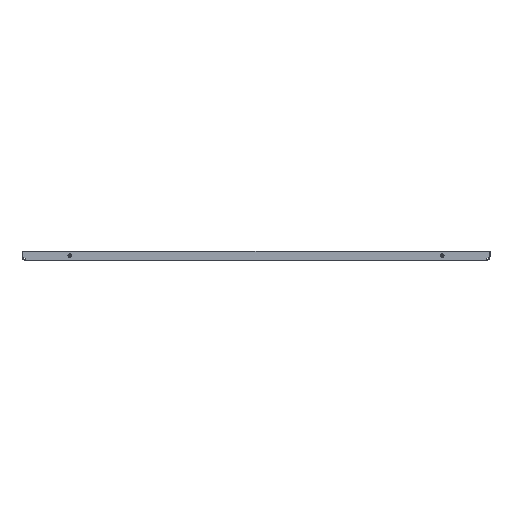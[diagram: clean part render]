
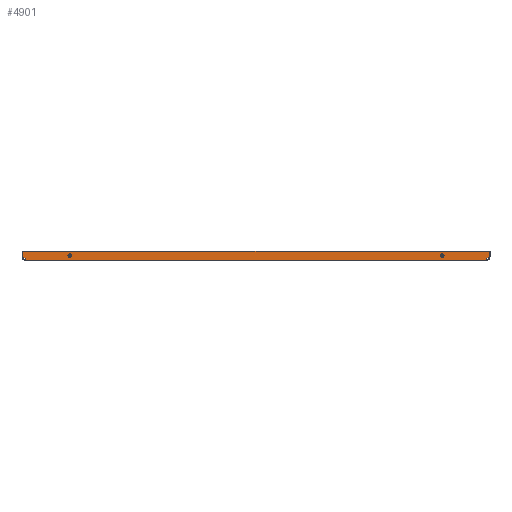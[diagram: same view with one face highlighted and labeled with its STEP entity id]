
A CAD part, front view. The second image highlights one B-rep face of the part: STEP entity #4901.
In plain terms, the highlighted planar face has unit normal (0, -1, 0).
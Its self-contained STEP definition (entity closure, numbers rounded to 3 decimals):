
#2263 = DIRECTION ( 'NONE',  ( 0., 0., 1. ) ) ;
#2266 = DIRECTION ( 'NONE',  ( 0., 1., 0. ) ) ;
#2288 = CARTESIAN_POINT ( 'NONE',  ( 395.5, -777.5, 11. ) ) ;
#2302 = DIRECTION ( 'NONE',  ( 0., 0., 1. ) ) ;
#2305 = DIRECTION ( 'NONE',  ( 0., -1., 0. ) ) ;
#2308 = CARTESIAN_POINT ( 'NONE',  ( -395.5, -777.5, 11. ) ) ;
#4901 = ADVANCED_FACE ( 'NONE', ( #31531, #31451, #31437 ), #13496, .F. ) ;
#5894 = DIRECTION ( 'NONE',  ( 0., 0., 1. ) ) ;
#5895 = DIRECTION ( 'NONE',  ( 0., -1., 0. ) ) ;
#5898 = CARTESIAN_POINT ( 'NONE',  ( -395.5, -777.5, 11. ) ) ;
#5899 = DIRECTION ( 'NONE',  ( 0., 0., 1. ) ) ;
#5901 = DIRECTION ( 'NONE',  ( 0., 1., 0. ) ) ;
#5909 = DIRECTION ( 'NONE',  ( -0.707, 0., -0.707 ) ) ;
#5912 = CARTESIAN_POINT ( 'NONE',  ( 395.5, -777.5, 11. ) ) ;
#5914 = DIRECTION ( 'NONE',  ( 0., 0., 1. ) ) ;
#5916 = CARTESIAN_POINT ( 'NONE',  ( -495.4, -777.5, 1.51 ) ) ;
#5920 = DIRECTION ( 'NONE',  ( 0.707, 0., -0.707 ) ) ;
#5924 = CARTESIAN_POINT ( 'NONE',  ( 5.877, -777.5, -480.996 ) ) ;
#5926 = DIRECTION ( 'NONE',  ( -1., 0., 0. ) ) ;
#5933 = CARTESIAN_POINT ( 'NONE',  ( -495.5, -777.5, 1.51 ) ) ;
#5936 = DIRECTION ( 'NONE',  ( 0., 0., 1. ) ) ;
#5939 = CARTESIAN_POINT ( 'NONE',  ( -501., -777.5, 14.504 ) ) ;
#5954 = DIRECTION ( 'NONE',  ( -1., 0., 0. ) ) ;
#5957 = CARTESIAN_POINT ( 'NONE',  ( 495.4, -777.5, 1.51 ) ) ;
#5965 = CARTESIAN_POINT ( 'NONE',  ( -495.5, -777.5, 20. ) ) ;
#12169 = CARTESIAN_POINT ( 'NONE',  ( -395.5, -777.5, 15. ) ) ;
#12171 = CARTESIAN_POINT ( 'NONE',  ( -495.4, -777.5, 20. ) ) ;
#12189 = CARTESIAN_POINT ( 'NONE',  ( -495.4, -777.5, 8.9 ) ) ;
#12191 = CARTESIAN_POINT ( 'NONE',  ( 495.4, -777.5, 20. ) ) ;
#12202 = CARTESIAN_POINT ( 'NONE',  ( -488.016, -777.5, 1.51 ) ) ;
#12238 = CARTESIAN_POINT ( 'NONE',  ( 495.4, -777.5, 8.9 ) ) ;
#12263 = CARTESIAN_POINT ( 'NONE',  ( -395.5, -777.5, 7. ) ) ;
#12275 = CARTESIAN_POINT ( 'NONE',  ( 395.5, -777.5, 15. ) ) ;
#12302 = CARTESIAN_POINT ( 'NONE',  ( 488.016, -777.5, 1.51 ) ) ;
#12325 = CARTESIAN_POINT ( 'NONE',  ( 395.5, -777.5, 7. ) ) ;
#13489 = DIRECTION ( 'NONE',  ( 0., 0., 1. ) ) ;
#13491 = DIRECTION ( 'NONE',  ( 0., 1., 0. ) ) ;
#13496 = PLANE ( 'NONE',  #21075 ) ;
#13527 = CARTESIAN_POINT ( 'NONE',  ( -495.5, -777.5, 20. ) ) ;
#16116 = AXIS2_PLACEMENT_3D ( 'NONE', #5898, #5895, #5894 ) ;
#16161 = AXIS2_PLACEMENT_3D ( 'NONE', #2288, #2266, #2263 ) ;
#16417 = AXIS2_PLACEMENT_3D ( 'NONE', #5912, #5901, #5899 ) ;
#16762 = AXIS2_PLACEMENT_3D ( 'NONE', #2308, #2305, #2302 ) ;
#19669 = VERTEX_POINT ( 'NONE', #12325 ) ;
#19686 = VERTEX_POINT ( 'NONE', #12302 ) ;
#19707 = VERTEX_POINT ( 'NONE', #12275 ) ;
#19718 = VERTEX_POINT ( 'NONE', #12263 ) ;
#19741 = VERTEX_POINT ( 'NONE', #12238 ) ;
#19771 = VERTEX_POINT ( 'NONE', #12202 ) ;
#19778 = VERTEX_POINT ( 'NONE', #12191 ) ;
#19780 = VERTEX_POINT ( 'NONE', #12189 ) ;
#19792 = VERTEX_POINT ( 'NONE', #12171 ) ;
#19794 = VERTEX_POINT ( 'NONE', #12169 ) ;
#21075 = AXIS2_PLACEMENT_3D ( 'NONE', #13527, #13491, #13489 ) ;
#24820 = EDGE_LOOP ( 'NONE', ( #26573, #26574, #26575, #26576, #26577, #26578 ) ) ;
#24827 = EDGE_LOOP ( 'NONE', ( #26579, #26580 ) ) ;
#24830 = EDGE_LOOP ( 'NONE', ( #26581, #26582 ) ) ;
#25495 = EDGE_CURVE ( 'NONE', #19778, #19792, #27870, .T. ) ;
#25498 = EDGE_CURVE ( 'NONE', #19741, #19778, #27859, .T. ) ;
#25499 = EDGE_CURVE ( 'NONE', #19686, #19771, #27857, .T. ) ;
#25500 = EDGE_CURVE ( 'NONE', #19780, #19771, #27867, .T. ) ;
#25501 = EDGE_CURVE ( 'NONE', #19780, #19792, #27853, .T. ) ;
#25502 = EDGE_CURVE ( 'NONE', #19741, #19686, #27863, .T. ) ;
#25504 = EDGE_CURVE ( 'NONE', #19707, #19669, #27846, .T. ) ;
#25505 = EDGE_CURVE ( 'NONE', #19718, #19794, #27844, .T. ) ;
#26573 = ORIENTED_EDGE ( 'NONE', *, *, #25501, .F. ) ;
#26574 = ORIENTED_EDGE ( 'NONE', *, *, #25500, .T. ) ;
#26575 = ORIENTED_EDGE ( 'NONE', *, *, #25499, .F. ) ;
#26576 = ORIENTED_EDGE ( 'NONE', *, *, #25502, .F. ) ;
#26577 = ORIENTED_EDGE ( 'NONE', *, *, #25498, .T. ) ;
#26578 = ORIENTED_EDGE ( 'NONE', *, *, #25495, .T. ) ;
#26579 = ORIENTED_EDGE ( 'NONE', *, *, #25504, .T. ) ;
#26580 = ORIENTED_EDGE ( 'NONE', *, *, #28682, .T. ) ;
#26581 = ORIENTED_EDGE ( 'NONE', *, *, #28674, .F. ) ;
#26582 = ORIENTED_EDGE ( 'NONE', *, *, #25505, .F. ) ;
#27128 = CIRCLE ( 'NONE', #16161, 4. ) ;
#27138 = CIRCLE ( 'NONE', #16762, 4. ) ;
#27844 = CIRCLE ( 'NONE', #16116, 4. ) ;
#27846 = CIRCLE ( 'NONE', #16417, 4. ) ;
#27851 = VECTOR ( 'NONE', #5909, 1000. ) ;
#27852 = VECTOR ( 'NONE', #5914, 1000. ) ;
#27853 = LINE ( 'NONE', #5916, #27852 ) ;
#27855 = VECTOR ( 'NONE', #5920, 1000. ) ;
#27856 = VECTOR ( 'NONE', #5926, 1000. ) ;
#27857 = LINE ( 'NONE', #5933, #27856 ) ;
#27859 = LINE ( 'NONE', #5957, #27862 ) ;
#27862 = VECTOR ( 'NONE', #5936, 1000. ) ;
#27863 = LINE ( 'NONE', #5924, #27851 ) ;
#27864 = VECTOR ( 'NONE', #5954, 1000. ) ;
#27867 = LINE ( 'NONE', #5939, #27855 ) ;
#27870 = LINE ( 'NONE', #5965, #27864 ) ;
#28674 = EDGE_CURVE ( 'NONE', #19794, #19718, #27138, .T. ) ;
#28682 = EDGE_CURVE ( 'NONE', #19669, #19707, #27128, .T. ) ;
#31437 = FACE_BOUND ( 'NONE', #24830, .T. ) ;
#31451 = FACE_BOUND ( 'NONE', #24827, .T. ) ;
#31531 = FACE_OUTER_BOUND ( 'NONE', #24820, .T. ) ;
